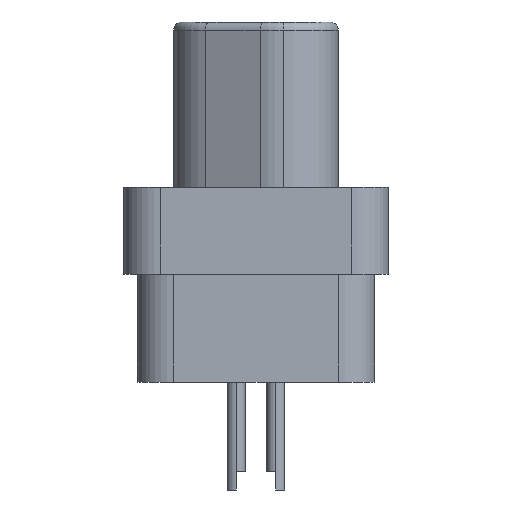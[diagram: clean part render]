
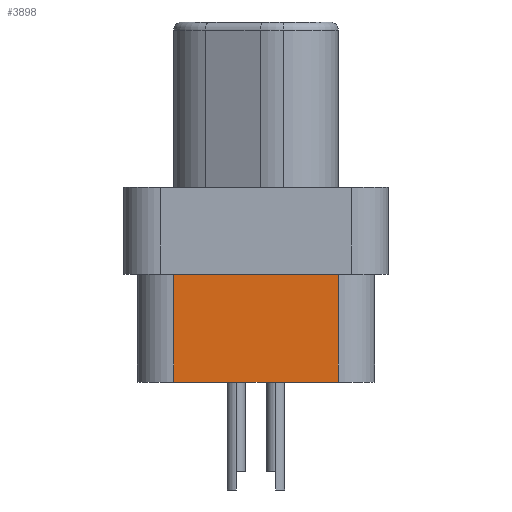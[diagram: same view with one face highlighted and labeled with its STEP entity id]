
A CAD part, left-side view. The second image highlights one B-rep face of the part: STEP entity #3898.
In plain terms, the highlighted planar face has unit normal (-1, 0, 0).
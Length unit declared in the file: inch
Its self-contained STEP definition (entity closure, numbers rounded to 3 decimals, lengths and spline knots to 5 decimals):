
#3668 = VERTEX_POINT ( 'NONE', #13226 ) ;
#3723 = EDGE_CURVE ( 'NONE', #3743, #3668, #13333, .T. ) ;
#3743 = VERTEX_POINT ( 'NONE', #13350 ) ;
#3794 = VERTEX_POINT ( 'NONE', #13443 ) ;
#3829 = ORIENTED_EDGE ( 'NONE', *, *, #3723, .T. ) ;
#3846 = EDGE_LOOP ( 'NONE', ( #3901, #3897, #3829, #3881 ) ) ;
#3860 = VERTEX_POINT ( 'NONE', #13622 ) ;
#3863 = EDGE_CURVE ( 'NONE', #3860, #3794, #13571, .T. ) ;
#3881 = ORIENTED_EDGE ( 'NONE', *, *, #3896, .T. ) ;
#3896 = EDGE_CURVE ( 'NONE', #3668, #3794, #13652, .T. ) ;
#3897 = ORIENTED_EDGE ( 'NONE', *, *, #3899, .T. ) ;
#3898 = ADVANCED_FACE ( 'NONE', ( #13653 ), #13626, .F. ) ;
#3899 = EDGE_CURVE ( 'NONE', #3860, #3743, #13735, .T. ) ;
#3901 = ORIENTED_EDGE ( 'NONE', *, *, #3863, .F. ) ;
#13226 = CARTESIAN_POINT ( 'NONE',  ( -0.393, 0.09, 0. ) ) ;
#13291 = VECTOR ( 'NONE', #13323, 39.37008 ) ;
#13323 = DIRECTION ( 'NONE',  ( 0., 1., 0. ) ) ;
#13328 = CARTESIAN_POINT ( 'NONE',  ( -0.393, 0.13, 0. ) ) ;
#13333 = LINE ( 'NONE', #13328, #13291 ) ;
#13350 = CARTESIAN_POINT ( 'NONE',  ( -0.393, -0.09, 0. ) ) ;
#13443 = CARTESIAN_POINT ( 'NONE',  ( -0.393, 0.09, -0.118 ) ) ;
#13571 = LINE ( 'NONE', #13614, #13613 ) ;
#13612 = DIRECTION ( 'NONE',  ( 0., 1., 0. ) ) ;
#13613 = VECTOR ( 'NONE', #13612, 39.37008 ) ;
#13614 = CARTESIAN_POINT ( 'NONE',  ( -0.393, 0.13, -0.118 ) ) ;
#13622 = CARTESIAN_POINT ( 'NONE',  ( -0.393, -0.09, -0.118 ) ) ;
#13626 = PLANE ( 'NONE',  #13691 ) ;
#13649 = DIRECTION ( 'NONE',  ( 0., 0., -1. ) ) ;
#13650 = VECTOR ( 'NONE', #13649, 39.37008 ) ;
#13651 = CARTESIAN_POINT ( 'NONE',  ( -0.393, 0.09, -0.118 ) ) ;
#13652 = LINE ( 'NONE', #13651, #13650 ) ;
#13653 = FACE_OUTER_BOUND ( 'NONE', #3846, .T. ) ;
#13691 = AXIS2_PLACEMENT_3D ( 'NONE', #13733, #13732, #13731 ) ;
#13727 = DIRECTION ( 'NONE',  ( 0., 0., 1. ) ) ;
#13728 = VECTOR ( 'NONE', #13727, 39.37008 ) ;
#13731 = DIRECTION ( 'NONE',  ( 0., 0., -1. ) ) ;
#13732 = DIRECTION ( 'NONE',  ( 1., 0., 0. ) ) ;
#13733 = CARTESIAN_POINT ( 'NONE',  ( -0.393, 0.13, -0.118 ) ) ;
#13734 = CARTESIAN_POINT ( 'NONE',  ( -0.393, -0.09, -0.118 ) ) ;
#13735 = LINE ( 'NONE', #13734, #13728 ) ;
